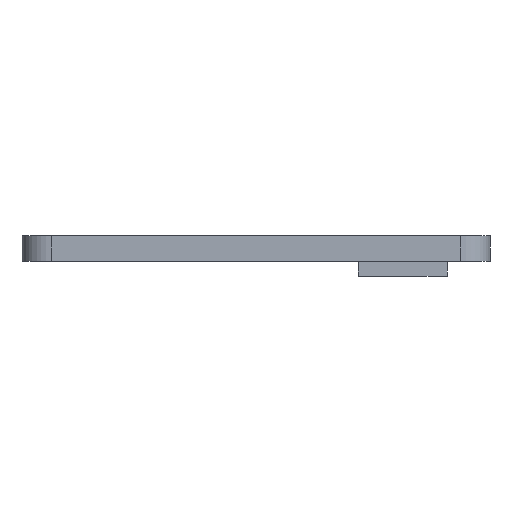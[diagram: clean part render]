
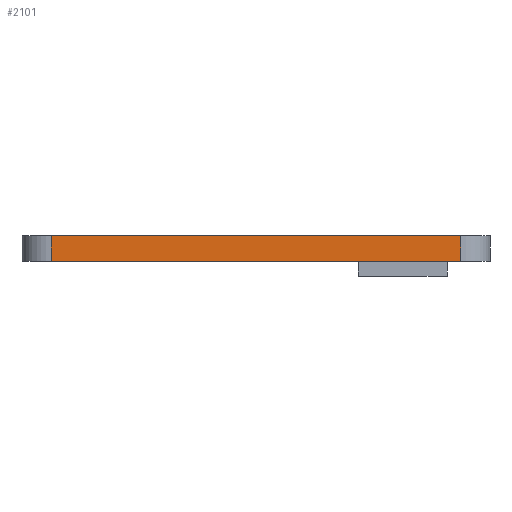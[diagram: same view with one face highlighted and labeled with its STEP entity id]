
A CAD part, left-side view. The second image highlights one B-rep face of the part: STEP entity #2101.
In plain terms, the highlighted planar face has unit normal (-1, 0, 0).
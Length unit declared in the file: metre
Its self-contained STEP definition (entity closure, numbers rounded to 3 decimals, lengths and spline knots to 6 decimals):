
#346=ORIENTED_EDGE('',*,*,#833,.T.);
#347=ORIENTED_EDGE('',*,*,#923,.T.);
#348=ORIENTED_EDGE('',*,*,#769,.F.);
#349=ORIENTED_EDGE('',*,*,#924,.T.);
#769=EDGE_CURVE('',#1071,#1072,#1263,.T.);
#833=EDGE_CURVE('',#1136,#1135,#1302,.T.);
#923=EDGE_CURVE('',#1135,#1072,#1371,.T.);
#924=EDGE_CURVE('',#1071,#1136,#1372,.F.);
#1071=VERTEX_POINT('',#3103);
#1072=VERTEX_POINT('',#3105);
#1135=VERTEX_POINT('',#3232);
#1136=VERTEX_POINT('',#3234);
#1263=LINE('',#3104,#1497);
#1302=LINE('',#3233,#1536);
#1371=LINE('',#3401,#1605);
#1372=LINE('',#3402,#1606);
#1497=VECTOR('',#2464,1.);
#1536=VECTOR('',#2555,1.);
#1605=VECTOR('',#2694,1.);
#1606=VECTOR('',#2695,1.);
#1740=EDGE_LOOP('',(#346,#347,#348,#349));
#1896=FACE_BOUND('',#1740,.T.);
#2012=PLANE('',#2288);
#2101=ADVANCED_FACE('',(#1896),#2012,.T.);
#2288=AXIS2_PLACEMENT_3D('',#3400,#2692,#2693);
#2464=DIRECTION('',(0.,1.,0.));
#2555=DIRECTION('',(0.,1.,0.));
#2692=DIRECTION('',(-1.,0.,0.));
#2693=DIRECTION('',(0.,0.,1.));
#2694=DIRECTION('',(0.,0.,-1.));
#2695=DIRECTION('',(0.,0.,-1.));
#3103=CARTESIAN_POINT('',(-0.005155,-0.001572,0.018));
#3104=CARTESIAN_POINT('',(-0.005155,0.02235,0.018));
#3105=CARTESIAN_POINT('',(-0.005155,0.046272,0.018));
#3232=CARTESIAN_POINT('',(-0.005155,0.046272,0.021));
#3233=CARTESIAN_POINT('',(-0.005155,0.02235,0.021));
#3234=CARTESIAN_POINT('',(-0.005155,-0.001572,0.021));
#3400=CARTESIAN_POINT('',(-0.005155,0.02235,0.021));
#3401=CARTESIAN_POINT('',(-0.005155,0.046272,0.021));
#3402=CARTESIAN_POINT('',(-0.005155,-0.001572,0.021));
